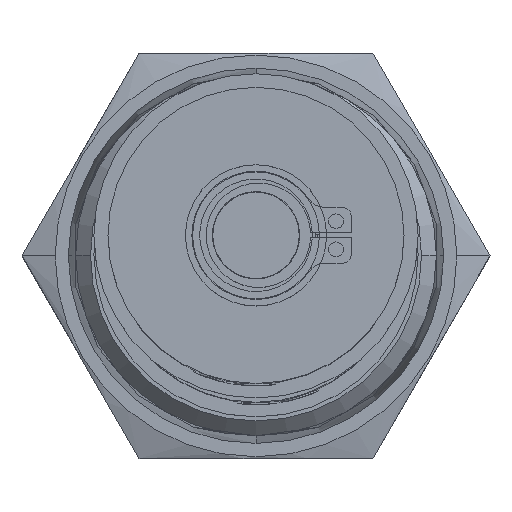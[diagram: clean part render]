
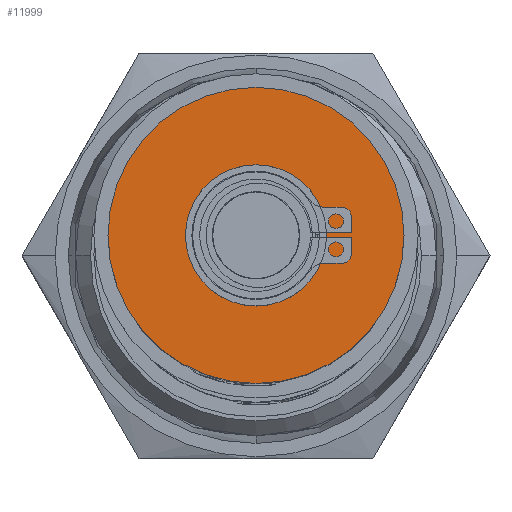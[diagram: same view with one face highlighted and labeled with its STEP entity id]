
A CAD part, top view. The second image highlights one B-rep face of the part: STEP entity #11999.
In plain terms, the highlighted planar face has unit normal (0, 0, 1).
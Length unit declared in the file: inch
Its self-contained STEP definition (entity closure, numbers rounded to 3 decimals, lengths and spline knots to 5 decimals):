
#331 = PLANE ( 'NONE',  #974 ) ;
#597 = EDGE_CURVE ( 'NONE', #14740, #25156, #22933, .T. ) ;
#783 = CARTESIAN_POINT ( 'NONE',  ( 0., 0., 32.584 ) ) ;
#974 = AXIS2_PLACEMENT_3D ( 'NONE', #20706, #27508, #5191 ) ;
#1332 = EDGE_CURVE ( 'NONE', #20609, #19888, #8336, .T. ) ;
#2027 = CARTESIAN_POINT ( 'NONE',  ( 0., -0.411, 32.584 ) ) ;
#2397 = ORIENTED_EDGE ( 'NONE', *, *, #597, .F. ) ;
#2679 = FACE_BOUND ( 'NONE', #9650, .T. ) ;
#3153 = DIRECTION ( 'NONE',  ( 0., 1., 0. ) ) ;
#4618 = CARTESIAN_POINT ( 'NONE',  ( 0., 0.411, 32.584 ) ) ;
#5191 = DIRECTION ( 'NONE',  ( 0., 1., 0. ) ) ;
#5305 = AXIS2_PLACEMENT_3D ( 'NONE', #783, #5347, #20867 ) ;
#5347 = DIRECTION ( 'NONE',  ( 0., 0., -1. ) ) ;
#6539 = CARTESIAN_POINT ( 'NONE',  ( 0., -0.196, 32.584 ) ) ;
#7077 = CIRCLE ( 'NONE', #15580, 0.411 ) ;
#8021 = DIRECTION ( 'NONE',  ( 0., 0., -1. ) ) ;
#8336 = CIRCLE ( 'NONE', #25791, 0.196 ) ;
#9650 = EDGE_LOOP ( 'NONE', ( #16470, #13847 ) ) ;
#10193 = AXIS2_PLACEMENT_3D ( 'NONE', #20240, #15959, #15531 ) ;
#10819 = EDGE_CURVE ( 'NONE', #25156, #14740, #7077, .T. ) ;
#11548 = DIRECTION ( 'NONE',  ( 0., 1., 0. ) ) ;
#11999 = ADVANCED_FACE ( 'NONE', ( #2679, #16425 ), #331, .T. ) ;
#13847 = ORIENTED_EDGE ( 'NONE', *, *, #1332, .T. ) ;
#14740 = VERTEX_POINT ( 'NONE', #2027 ) ;
#15531 = DIRECTION ( 'NONE',  ( 0., 1., 0. ) ) ;
#15580 = AXIS2_PLACEMENT_3D ( 'NONE', #25000, #25593, #11548 ) ;
#15959 = DIRECTION ( 'NONE',  ( 0., 0., -1. ) ) ;
#16425 = FACE_OUTER_BOUND ( 'NONE', #21751, .T. ) ;
#16470 = ORIENTED_EDGE ( 'NONE', *, *, #18152, .T. ) ;
#16620 = CIRCLE ( 'NONE', #5305, 0.196 ) ;
#17098 = CARTESIAN_POINT ( 'NONE',  ( 0., 0.196, 32.584 ) ) ;
#17575 = ORIENTED_EDGE ( 'NONE', *, *, #10819, .F. ) ;
#18152 = EDGE_CURVE ( 'NONE', #19888, #20609, #16620, .T. ) ;
#19255 = CARTESIAN_POINT ( 'NONE',  ( 0., 0., 32.584 ) ) ;
#19888 = VERTEX_POINT ( 'NONE', #17098 ) ;
#20240 = CARTESIAN_POINT ( 'NONE',  ( 0., 0., 32.584 ) ) ;
#20609 = VERTEX_POINT ( 'NONE', #6539 ) ;
#20706 = CARTESIAN_POINT ( 'NONE',  ( -0.3035, 0., 32.584 ) ) ;
#20867 = DIRECTION ( 'NONE',  ( 0., 1., 0. ) ) ;
#21751 = EDGE_LOOP ( 'NONE', ( #17575, #2397 ) ) ;
#22933 = CIRCLE ( 'NONE', #10193, 0.411 ) ;
#25000 = CARTESIAN_POINT ( 'NONE',  ( 0., 0., 32.584 ) ) ;
#25156 = VERTEX_POINT ( 'NONE', #4618 ) ;
#25593 = DIRECTION ( 'NONE',  ( 0., 0., -1. ) ) ;
#25791 = AXIS2_PLACEMENT_3D ( 'NONE', #19255, #8021, #3153 ) ;
#27508 = DIRECTION ( 'NONE',  ( 0., 0., 1. ) ) ;
